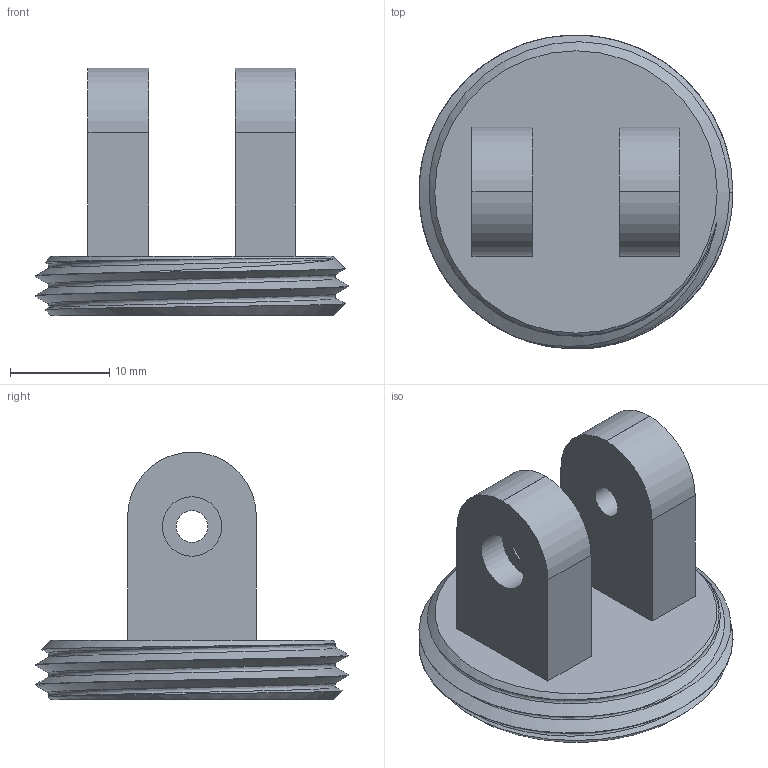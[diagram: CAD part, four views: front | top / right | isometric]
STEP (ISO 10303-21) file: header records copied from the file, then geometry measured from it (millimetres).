
FILE_DESCRIPTION(('FreeCAD Model'),'2;1');
FILE_NAME('Slider.step', '2020-08-11T20:05:53',(''),(''),'Open CASCADE STEP processor 7.3', 'FreeCAD','Unknown');
FILE_SCHEMA(('CONFIG_CONTROL_DESIGN','SHAPE_APPEARANCE_LAYER_MIM'));
Length unit declared in the file: millimetre
Products named in the file (1): Slider
Bounding box: 31.7 x 31.69 x 25 mm (x, y, z)
Volume: 6791.9 mm3; surface area: 3667.4 mm2
Topology: 1 solids, 1 shells, 39 faces, 93 edges, 60 vertices
Faces by surface type: plane 20, bspline 9, cylinder 8, cone 2
Full cylindrical faces by diameter (mm): 3.2 x2, 6 x1
Entity records: 2954 total; most frequent: CARTESIAN_POINT 2051, ORIENTED_EDGE 186, DIRECTION 149, EDGE_CURVE 93, VERTEX_POINT 60, LINE 51, VECTOR 51, AXIS2_PLACEMENT_3D 49
